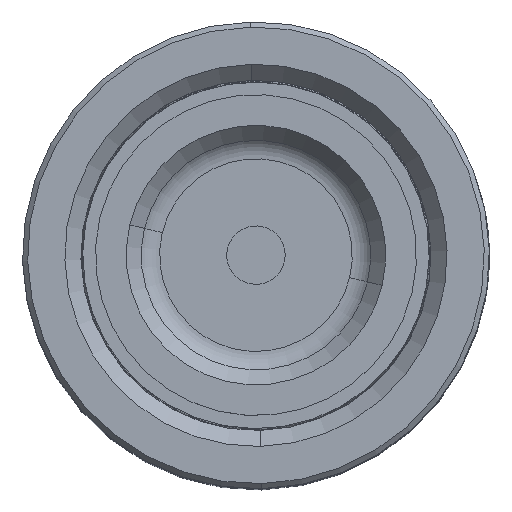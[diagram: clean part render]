
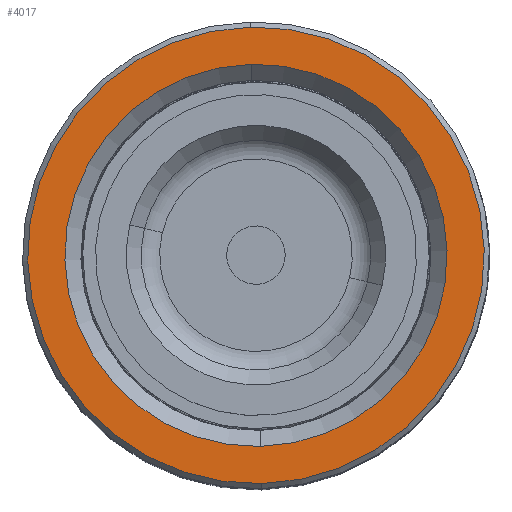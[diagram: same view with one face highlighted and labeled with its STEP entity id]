
A CAD part, top view. The second image highlights one B-rep face of the part: STEP entity #4017.
In plain terms, the highlighted planar face has unit normal (0, 0, 1).
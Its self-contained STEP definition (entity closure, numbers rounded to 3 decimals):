
#31 = CARTESIAN_POINT ( 'NONE',  ( 0., 0., 100. ) ) ;
#1862 = CIRCLE ( 'NONE', #50963, 31.3 ) ;
#3261 = CIRCLE ( 'NONE', #19860, 26.2 ) ;
#3870 = DIRECTION ( 'NONE',  ( 0., 0., -1. ) ) ;
#4017 = ADVANCED_FACE ( 'NONE', ( #18728, #54838 ), #18773, .T. ) ;
#6583 = VERTEX_POINT ( 'NONE', #39596 ) ;
#7300 = VERTEX_POINT ( 'NONE', #29012 ) ;
#8324 = ORIENTED_EDGE ( 'NONE', *, *, #35381, .T. ) ;
#8616 = DIRECTION ( 'NONE',  ( 1., 0., 0. ) ) ;
#9911 = DIRECTION ( 'NONE',  ( 1., 0., 0. ) ) ;
#10290 = DIRECTION ( 'NONE',  ( 1., 0., 0. ) ) ;
#14383 = AXIS2_PLACEMENT_3D ( 'NONE', #45279, #35798, #17090 ) ;
#15581 = EDGE_CURVE ( 'NONE', #43384, #7300, #56794, .T. ) ;
#17082 = ORIENTED_EDGE ( 'NONE', *, *, #15581, .T. ) ;
#17090 = DIRECTION ( 'NONE',  ( 1., 0., 0. ) ) ;
#17496 = CARTESIAN_POINT ( 'NONE',  ( 0., 0., 100. ) ) ;
#18728 = FACE_OUTER_BOUND ( 'NONE', #53092, .T. ) ;
#18773 = PLANE ( 'NONE',  #26928 ) ;
#18926 = DIRECTION ( 'NONE',  ( 0., 0., -1. ) ) ;
#19120 = ORIENTED_EDGE ( 'NONE', *, *, #28054, .T. ) ;
#19231 = VERTEX_POINT ( 'NONE', #58800 ) ;
#19860 = AXIS2_PLACEMENT_3D ( 'NONE', #37648, #18926, #42371 ) ;
#24135 = CIRCLE ( 'NONE', #14383, 31.3 ) ;
#24473 = CARTESIAN_POINT ( 'NONE',  ( 0., 0., 100. ) ) ;
#26928 = AXIS2_PLACEMENT_3D ( 'NONE', #31, #42427, #9911 ) ;
#28054 = EDGE_CURVE ( 'NONE', #19231, #6583, #1862, .T. ) ;
#29012 = CARTESIAN_POINT ( 'NONE',  ( 26.2, 0., 100. ) ) ;
#33959 = DIRECTION ( 'NONE',  ( 0., 0., 1. ) ) ;
#35381 = EDGE_CURVE ( 'NONE', #6583, #19231, #24135, .T. ) ;
#35798 = DIRECTION ( 'NONE',  ( 0., 0., 1. ) ) ;
#36762 = CARTESIAN_POINT ( 'NONE',  ( -26.2, 0., 100. ) ) ;
#37648 = CARTESIAN_POINT ( 'NONE',  ( 0., 0., 100. ) ) ;
#39596 = CARTESIAN_POINT ( 'NONE',  ( -31.3, 0., 100. ) ) ;
#42026 = AXIS2_PLACEMENT_3D ( 'NONE', #17496, #3870, #8616 ) ;
#42371 = DIRECTION ( 'NONE',  ( 1., 0., 0. ) ) ;
#42427 = DIRECTION ( 'NONE',  ( 0., 0., 1. ) ) ;
#43384 = VERTEX_POINT ( 'NONE', #36762 ) ;
#45279 = CARTESIAN_POINT ( 'NONE',  ( 0., 0., 100. ) ) ;
#47006 = EDGE_CURVE ( 'NONE', #7300, #43384, #3261, .T. ) ;
#48310 = ORIENTED_EDGE ( 'NONE', *, *, #47006, .T. ) ;
#48661 = EDGE_LOOP ( 'NONE', ( #48310, #17082 ) ) ;
#50963 = AXIS2_PLACEMENT_3D ( 'NONE', #24473, #33959, #10290 ) ;
#53092 = EDGE_LOOP ( 'NONE', ( #8324, #19120 ) ) ;
#54838 = FACE_BOUND ( 'NONE', #48661, .T. ) ;
#56794 = CIRCLE ( 'NONE', #42026, 26.2 ) ;
#58800 = CARTESIAN_POINT ( 'NONE',  ( 31.3, 0., 100. ) ) ;
